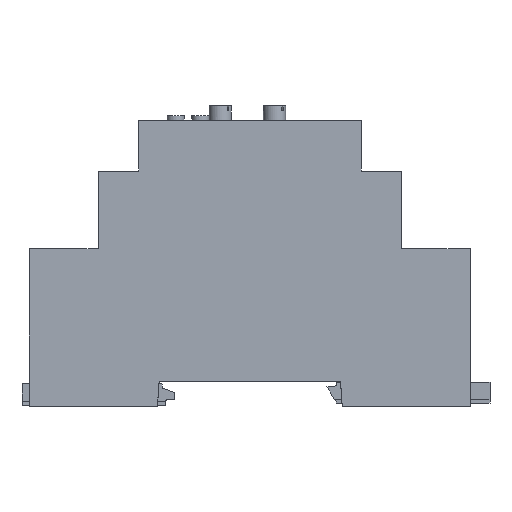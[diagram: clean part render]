
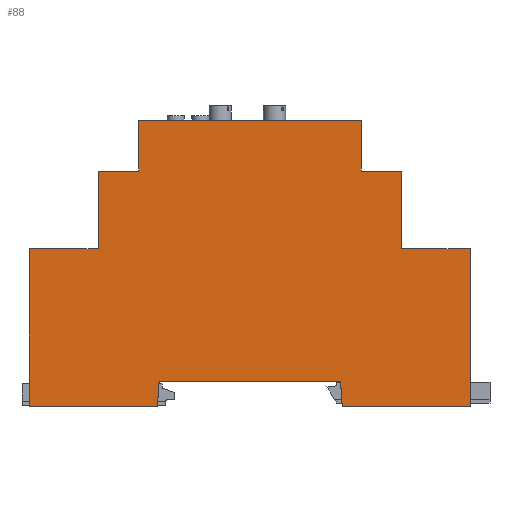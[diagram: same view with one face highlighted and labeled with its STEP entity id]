
A CAD part, left-side view. The second image highlights one B-rep face of the part: STEP entity #88.
In plain terms, the highlighted planar face has unit normal (-1, 0, 0).
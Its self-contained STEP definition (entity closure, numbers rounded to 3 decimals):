
#88=ADVANCED_FACE('',(#4088),#4090,.T.);
#4088=FACE_BOUND('',#4089,.T.);
#4089=EDGE_LOOP('',(#7757,#7758,#7759,#7760,#7761,#7762,#7763,#7764,#7765,#7766,
#7767,#7768,#7769,#7770,#7771,#7772));
#4090=PLANE('',#4091);
#4091=AXIS2_PLACEMENT_3D('',#4092,#4093,#4094);
#4092=CARTESIAN_POINT('',(-17.5,0.,0.));
#4093=DIRECTION('',(-1.,0.,0.));
#4094=DIRECTION('',(0.,0.,-1.));
#7757=ORIENTED_EDGE('',*,*,#10578,.T.);
#7758=ORIENTED_EDGE('',*,*,#10579,.T.);
#7759=ORIENTED_EDGE('',*,*,#10580,.T.);
#7760=ORIENTED_EDGE('',*,*,#10581,.T.);
#7761=ORIENTED_EDGE('',*,*,#10582,.T.);
#7762=ORIENTED_EDGE('',*,*,#10583,.T.);
#7763=ORIENTED_EDGE('',*,*,#10584,.T.);
#7764=ORIENTED_EDGE('',*,*,#10569,.T.);
#7765=ORIENTED_EDGE('',*,*,#10577,.T.);
#7766=ORIENTED_EDGE('',*,*,#10585,.T.);
#7767=ORIENTED_EDGE('',*,*,#10586,.T.);
#7768=ORIENTED_EDGE('',*,*,#10587,.T.);
#7769=ORIENTED_EDGE('',*,*,#10588,.T.);
#7770=ORIENTED_EDGE('',*,*,#10589,.T.);
#7771=ORIENTED_EDGE('',*,*,#10590,.T.);
#7772=ORIENTED_EDGE('',*,*,#10591,.T.);
#10569=EDGE_CURVE('',#12079,#12077,#12080,.T.);
#10577=EDGE_CURVE('',#12077,#12092,#12094,.T.);
#10578=EDGE_CURVE('',#12095,#12096,#12097,.T.);
#10579=EDGE_CURVE('',#12096,#12098,#12099,.T.);
#10580=EDGE_CURVE('',#12098,#12100,#12101,.T.);
#10581=EDGE_CURVE('',#12100,#12102,#12103,.T.);
#10582=EDGE_CURVE('',#12102,#12104,#12105,.T.);
#10583=EDGE_CURVE('',#12104,#12106,#12107,.T.);
#10584=EDGE_CURVE('',#12106,#12079,#12108,.T.);
#10585=EDGE_CURVE('',#12092,#12109,#12110,.T.);
#10586=EDGE_CURVE('',#12109,#12111,#12112,.T.);
#10587=EDGE_CURVE('',#12111,#12113,#12114,.T.);
#10588=EDGE_CURVE('',#12113,#12115,#12116,.T.);
#10589=EDGE_CURVE('',#12115,#12117,#12118,.T.);
#10590=EDGE_CURVE('',#12117,#12119,#12120,.T.);
#10591=EDGE_CURVE('',#12119,#12095,#12121,.T.);
#12077=VERTEX_POINT('',#14259);
#12079=VERTEX_POINT('',#14263);
#12080=LINE('',#14264,#14265);
#12092=VERTEX_POINT('',#14293);
#12094=LINE('',#14297,#14298);
#12095=VERTEX_POINT('',#14300);
#12096=VERTEX_POINT('',#14301);
#12097=LINE('',#14302,#14303);
#12098=VERTEX_POINT('',#14305);
#12099=LINE('',#14306,#14307);
#12100=VERTEX_POINT('',#14309);
#12101=LINE('',#14310,#14311);
#12102=VERTEX_POINT('',#14313);
#12103=LINE('',#14314,#14315);
#12104=VERTEX_POINT('',#14317);
#12105=LINE('',#14318,#14319);
#12106=VERTEX_POINT('',#14321);
#12107=LINE('',#14322,#14323);
#12108=LINE('',#14325,#14326);
#12109=VERTEX_POINT('',#14328);
#12110=LINE('',#14329,#14330);
#12111=VERTEX_POINT('',#14332);
#12112=LINE('',#14333,#14334);
#12113=VERTEX_POINT('',#14336);
#12114=LINE('',#14337,#14338);
#12115=VERTEX_POINT('',#14340);
#12116=LINE('',#14341,#14342);
#12117=VERTEX_POINT('',#14344);
#12118=LINE('',#14345,#14346);
#12119=VERTEX_POINT('',#14348);
#12120=LINE('',#14349,#14350);
#12121=LINE('',#14352,#14353);
#14259=CARTESIAN_POINT('',(-17.5,-30.7,26.878));
#14263=CARTESIAN_POINT('',(-17.5,-44.6,26.878));
#14264=CARTESIAN_POINT('',(-17.5,-44.6,26.878));
#14265=VECTOR('',#14266,1.);
#14266=DIRECTION('',(0.,1.,0.));
#14293=CARTESIAN_POINT('',(-17.5,-30.7,42.606));
#14297=CARTESIAN_POINT('',(-17.5,-30.7,26.878));
#14298=VECTOR('',#14299,1.);
#14299=DIRECTION('',(0.,0.,1.));
#14300=CARTESIAN_POINT('',(-17.5,44.6,26.878));
#14301=CARTESIAN_POINT('',(-17.5,44.6,-4.987));
#14302=CARTESIAN_POINT('',(-17.5,44.6,26.878));
#14303=VECTOR('',#14304,1.);
#14304=DIRECTION('',(0.,0.,-1.));
#14305=CARTESIAN_POINT('',(-17.5,18.7,-4.987));
#14306=CARTESIAN_POINT('',(-17.5,44.6,-4.987));
#14307=VECTOR('',#14308,1.);
#14308=DIRECTION('',(0.,-1.,0.));
#14309=CARTESIAN_POINT('',(-17.5,18.351,0.));
#14310=CARTESIAN_POINT('',(-17.5,18.7,-4.987));
#14311=VECTOR('',#14312,1.);
#14312=DIRECTION('',(0.,-0.07,0.998));
#14313=CARTESIAN_POINT('',(-17.5,-18.351,0.));
#14314=CARTESIAN_POINT('',(-17.5,18.351,0.));
#14315=VECTOR('',#14316,1.);
#14316=DIRECTION('',(0.,-1.,0.));
#14317=CARTESIAN_POINT('',(-17.5,-18.7,-4.987));
#14318=CARTESIAN_POINT('',(-17.5,-18.351,0.));
#14319=VECTOR('',#14320,1.);
#14320=DIRECTION('',(0.,-0.07,-0.998));
#14321=CARTESIAN_POINT('',(-17.5,-44.6,-4.987));
#14322=CARTESIAN_POINT('',(-17.5,-18.7,-4.987));
#14323=VECTOR('',#14324,1.);
#14324=DIRECTION('',(0.,-1.,0.));
#14325=CARTESIAN_POINT('',(-17.5,-44.6,-4.987));
#14326=VECTOR('',#14327,1.);
#14327=DIRECTION('',(0.,0.,1.));
#14328=CARTESIAN_POINT('',(-17.5,-22.5,42.606));
#14329=CARTESIAN_POINT('',(-17.5,-30.7,42.606));
#14330=VECTOR('',#14331,1.);
#14331=DIRECTION('',(0.,1.,0.));
#14332=CARTESIAN_POINT('',(-17.5,-22.5,52.804));
#14333=CARTESIAN_POINT('',(-17.5,-22.5,42.606));
#14334=VECTOR('',#14335,1.);
#14335=DIRECTION('',(0.,0.,1.));
#14336=CARTESIAN_POINT('',(-17.5,22.5,52.804));
#14337=CARTESIAN_POINT('',(-17.5,-22.5,52.804));
#14338=VECTOR('',#14339,1.);
#14339=DIRECTION('',(0.,1.,0.));
#14340=CARTESIAN_POINT('',(-17.5,22.5,42.606));
#14341=CARTESIAN_POINT('',(-17.5,22.5,52.804));
#14342=VECTOR('',#14343,1.);
#14343=DIRECTION('',(0.,0.,-1.));
#14344=CARTESIAN_POINT('',(-17.5,30.7,42.606));
#14345=CARTESIAN_POINT('',(-17.5,22.5,42.606));
#14346=VECTOR('',#14347,1.);
#14347=DIRECTION('',(0.,1.,0.));
#14348=CARTESIAN_POINT('',(-17.5,30.7,26.878));
#14349=CARTESIAN_POINT('',(-17.5,30.7,42.606));
#14350=VECTOR('',#14351,1.);
#14351=DIRECTION('',(0.,0.,-1.));
#14352=CARTESIAN_POINT('',(-17.5,30.7,26.878));
#14353=VECTOR('',#14354,1.);
#14354=DIRECTION('',(0.,1.,0.));
